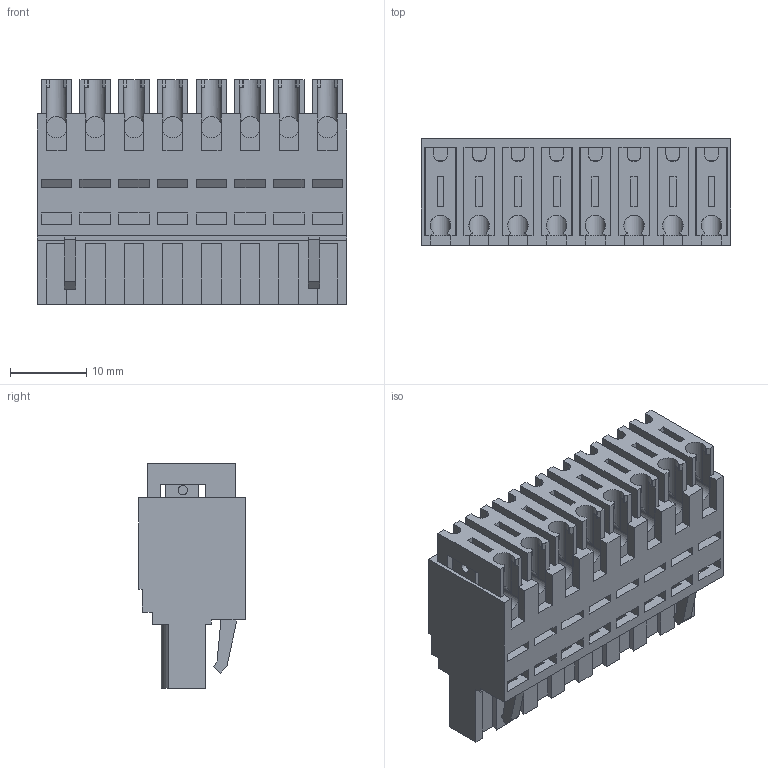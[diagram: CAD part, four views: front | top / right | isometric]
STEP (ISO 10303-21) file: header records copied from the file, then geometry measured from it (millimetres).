
FILE_DESCRIPTION( ( 'Unknown' ), '1' );
FILE_NAME( '691358710008.stp', 'Unknown', ( 'Unknown' ), ( 'Unknown' ), 'PSStep 18.0.17', 'Unknown', ' ' );
FILE_SCHEMA( ( 'AUTOMOTIVE_DESIGN { 1 0 10303 214 1 1 1 1 }' ) );
Length unit declared in the file: millimetre
Products named in the file (4): Assem1; 6913587100xx; 691(358710)(359740)0xx_Actuator; 691358710008
Assembly tree (17 placements, depth 2):
  Assem1
    6913587100xx  x8
    691(358710)(359740)0xx_Actuator  x8
    691358710008
Bounding box: 40.64 x 14 x 29.5 mm (x, y, z)
Volume: 7128 mm3; surface area: 18208.4 mm2
Topology: 9 solids, 17 shells, 2511 faces, 7184 edges, 4690 vertices
Faces by surface type: plane 1758, cylinder 681, bspline 32, torus 32, cone 8
Full cylindrical faces by diameter (mm): 1.2 x8, 1.5 x8, 2.9 x8
Entity records: 35362 total; most frequent: CARTESIAN_POINT 6107, ORIENTED_EDGE 4810, DIRECTION 4360, EDGE_CURVE 2405, LINE 2130, VECTOR 2130, VERTEX_POINT 1602, AXIS2_PLACEMENT_3D 1115
